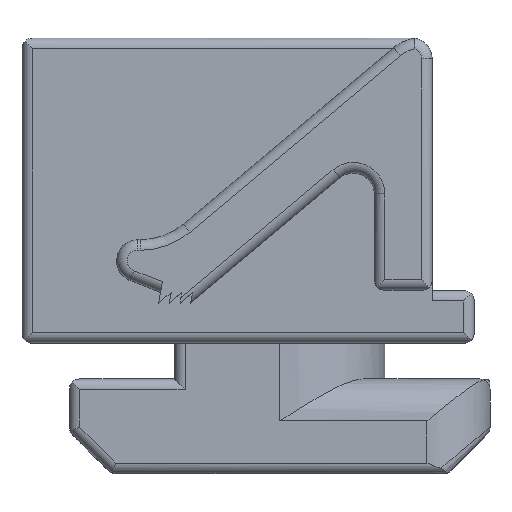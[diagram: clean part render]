
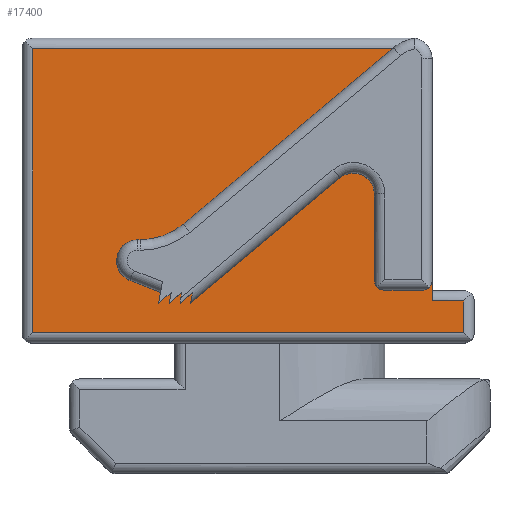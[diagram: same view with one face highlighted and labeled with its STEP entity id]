
A CAD part, top view. The second image highlights one B-rep face of the part: STEP entity #17400.
In plain terms, the highlighted planar face has unit normal (0, 0, 1).
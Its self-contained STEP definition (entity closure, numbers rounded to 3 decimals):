
#4480=CARTESIAN_POINT('',(-3.,3.,21.));
#4490=VERTEX_POINT('',#4480);
#4520=CARTESIAN_POINT('',(-3.,16.57,21.));
#4530=DIRECTION('',(0.,-1.,0.));
#4540=VECTOR('',#4530,1.);
#4550=LINE('',#4520,#4540);
#4560=CARTESIAN_POINT('',(-3.,13.269,21.));
#4570=VERTEX_POINT('',#4560);
#4580=EDGE_CURVE('',#4570,#4490,#4550,.T.);
#6380=CARTESIAN_POINT('',(-0.75,2.5,21.));
#6390=VERTEX_POINT('',#6380);
#6420=CARTESIAN_POINT('',(0.,2.5,21.));
#6430=DIRECTION('',(-1.,0.,0.));
#6440=VECTOR('',#6430,1.);
#6450=LINE('',#6420,#6440);
#6460=CARTESIAN_POINT('',(-2.5,2.5,21.));
#6470=VERTEX_POINT('',#6460);
#6480=EDGE_CURVE('',#6390,#6470,#6450,.T.);
#16610=CARTESIAN_POINT('',(-19.72,-6.71,21.));
#16620=DIRECTION('',(0.,0.,1.));
#16630=DIRECTION('',(1.,0.,0.));
#16640=AXIS2_PLACEMENT_3D('',#16610,#16620,#16630);
#16650=PLANE('',#16640);
#16660=CARTESIAN_POINT('',(0.,14.,21.));
#16670=DIRECTION('',(-1.,0.,0.));
#16680=VECTOR('',#16670,1.);
#16690=LINE('',#16660,#16680);
#16700=CARTESIAN_POINT('',(-2.129,14.,21.));
#16710=VERTEX_POINT('',#16700);
#16720=CARTESIAN_POINT('',(-19.25,14.,21.));
#16730=VERTEX_POINT('',#16720);
#16740=EDGE_CURVE('',#16710,#16730,#16690,.T.);
#16750=ORIENTED_EDGE('',*,*,#16740,.T.);
#16760=CARTESIAN_POINT('',(0.,15.787,21.));
#16770=DIRECTION('',(0.766,0.643,0.));
#16780=VECTOR('',#16770,1.);
#16790=LINE('',#16760,#16780);
#16800=EDGE_CURVE('',#4570,#16710,#16790,.T.);
#16810=ORIENTED_EDGE('',*,*,#16800,.T.);
#16820=ORIENTED_EDGE('',*,*,#4580,.F.);
#16830=CARTESIAN_POINT('',(-2.5,3.,21.));
#16840=DIRECTION('',(0.,0.,-1.));
#16850=DIRECTION('',(-1.,0.,0.));
#16860=AXIS2_PLACEMENT_3D('',#16830,#16840,#16850);
#16870=CIRCLE('',#16860,0.5);
#16880=EDGE_CURVE('',#6470,#4490,#16870,.T.);
#16890=ORIENTED_EDGE('',*,*,#16880,.T.);
#16900=ORIENTED_EDGE('',*,*,#6480,.T.);
#16910=CARTESIAN_POINT('',(-0.75,3.,21.));
#16920=DIRECTION('',(0.,0.,-1.));
#16930=DIRECTION('',(-1.,0.,0.));
#16940=AXIS2_PLACEMENT_3D('',#16910,#16920,#16930);
#16950=CIRCLE('',#16940,0.5);
#16960=CARTESIAN_POINT('',(-0.25,3.,21.));
#16970=VERTEX_POINT('',#16960);
#16980=EDGE_CURVE('',#16970,#6390,#16950,.T.);
#16990=ORIENTED_EDGE('',*,*,#16980,.T.);
#17000=CARTESIAN_POINT('',(-0.25,0.,21.));
#17010=DIRECTION('',(0.,1.,0.));
#17020=VECTOR('',#17010,1.);
#17030=LINE('',#17000,#17020);
#17040=CARTESIAN_POINT('',(-0.25,2.,21.));
#17050=VERTEX_POINT('',#17040);
#17060=EDGE_CURVE('',#17050,#16970,#17030,.T.);
#17070=ORIENTED_EDGE('',*,*,#17060,.T.);
#17080=CARTESIAN_POINT('',(0.,2.,21.));
#17090=DIRECTION('',(-1.,0.,0.));
#17100=VECTOR('',#17090,1.);
#17110=LINE('',#17080,#17100);
#17120=CARTESIAN_POINT('',(1.25,2.,21.));
#17130=VERTEX_POINT('',#17120);
#17140=EDGE_CURVE('',#17130,#17050,#17110,.T.);
#17150=ORIENTED_EDGE('',*,*,#17140,.T.);
#17160=CARTESIAN_POINT('',(1.25,0.,21.));
#17170=DIRECTION('',(0.,-1.,0.));
#17180=VECTOR('',#17170,1.);
#17190=LINE('',#17160,#17180);
#17200=CARTESIAN_POINT('',(1.25,0.5,21.));
#17210=VERTEX_POINT('',#17200);
#17220=EDGE_CURVE('',#17130,#17210,#17190,.T.);
#17230=ORIENTED_EDGE('',*,*,#17220,.F.);
#17240=CARTESIAN_POINT('',(0.,0.5,21.));
#17250=DIRECTION('',(1.,0.,0.));
#17260=VECTOR('',#17250,1.);
#17270=LINE('',#17240,#17260);
#17280=CARTESIAN_POINT('',(-19.25,0.5,21.));
#17290=VERTEX_POINT('',#17280);
#17300=EDGE_CURVE('',#17290,#17210,#17270,.T.);
#17310=ORIENTED_EDGE('',*,*,#17300,.T.);
#17320=CARTESIAN_POINT('',(-19.25,0.,21.));
#17330=DIRECTION('',(0.,1.,0.));
#17340=VECTOR('',#17330,1.);
#17350=LINE('',#17320,#17340);
#17360=EDGE_CURVE('',#17290,#16730,#17350,.T.);
#17370=ORIENTED_EDGE('',*,*,#17360,.F.);
#17380=EDGE_LOOP('',(#17370,#17310,#17230,#17150,#17070,#16990,#16900,
#16890,#16820,#16810,#16750));
#17390=FACE_OUTER_BOUND('',#17380,.T.);
#17400=ADVANCED_FACE('',(#17390),#16650,.T.);
